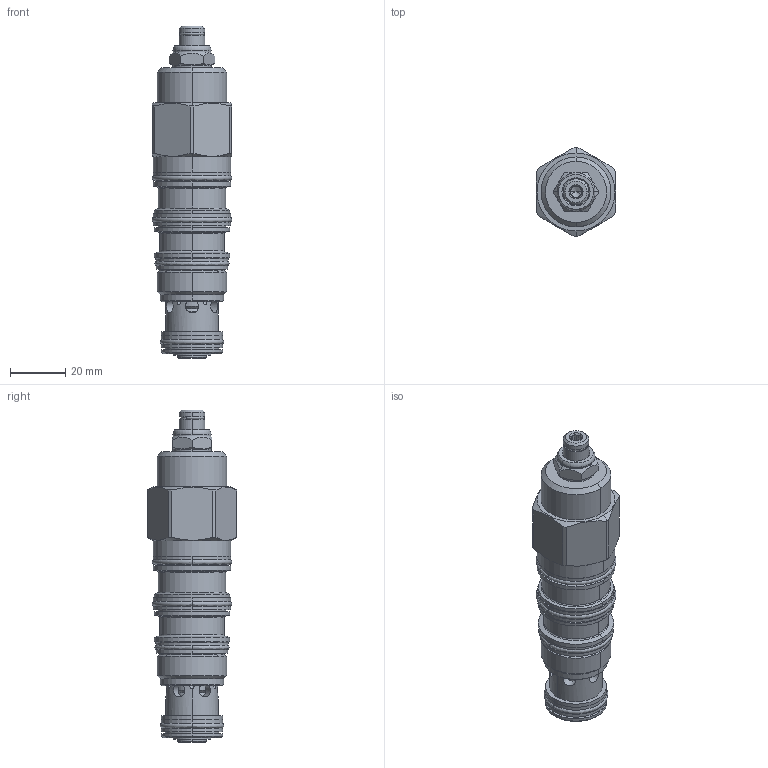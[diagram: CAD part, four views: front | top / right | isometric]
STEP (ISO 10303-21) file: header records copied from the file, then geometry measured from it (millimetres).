
FILE_DESCRIPTION((''),'2;1');
FILE_NAME('CWEA-LHN_PRT','2012-11-01T',('Administrator'),(''),'PRO/ENGINEER BY PARAMETRIC TECHNOLOGY CORPORATION, 2006240','PRO/ENGINEER BY PARAMETRIC TECHNOLOGY CORPORATION, 2006240','');
FILE_SCHEMA(('CONFIG_CONTROL_DESIGN'));
Length unit declared in the file: inch
Products named in the file (1): CWEA-LHN_PRT
Bounding box: 28.8 x 32.21 x 120.02 mm (x, y, z)
Volume: 52769.5 mm3; surface area: 17709.9 mm2
Topology: 8 solids, 8 shells, 347 faces, 799 edges, 483 vertices
Faces by surface type: cylinder 130, plane 76, cone 63, torus 59, revolution 16, sphere 3
Entity records: 13061 total; most frequent: CARTESIAN_POINT 5014, DIRECTION 1788, ORIENTED_EDGE 1594, EDGE_CURVE 797, AXIS2_PLACEMENT_3D 768, VERTEX_POINT 483, CIRCLE 437, EDGE_LOOP 398
